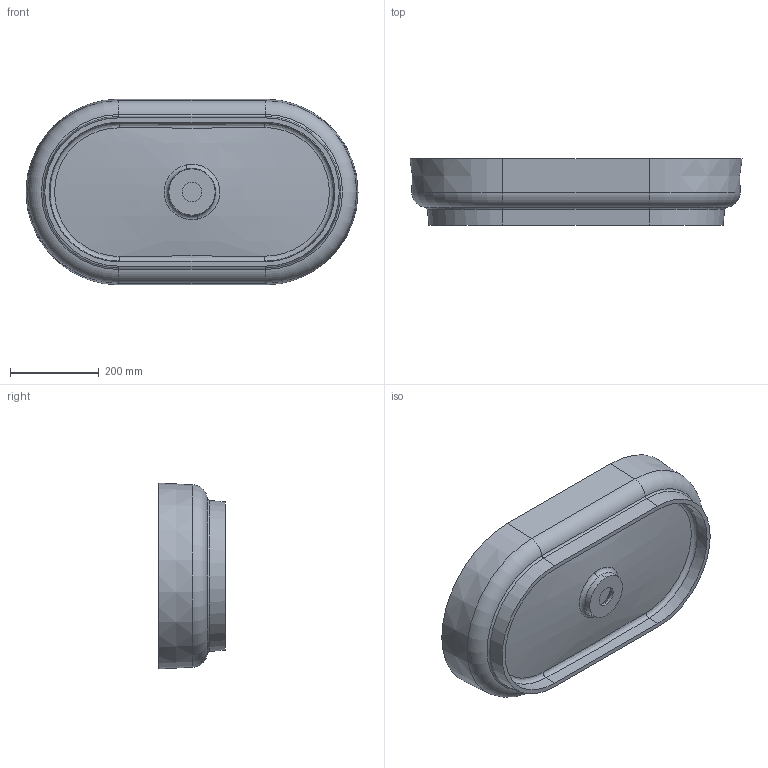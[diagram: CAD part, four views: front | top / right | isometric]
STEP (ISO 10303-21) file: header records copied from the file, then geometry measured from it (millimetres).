
FILE_DESCRIPTION (( 'STEP AP214' ), '1' );
FILE_NAME ('Marta 750.STEP', '2020-09-30T12:23:49', ( '' ), ( '' ), 'SwSTEP 2.0', 'SolidWorks 2018', '' );
FILE_SCHEMA (( 'AUTOMOTIVE_DESIGN' ));
Length unit declared in the file: millimetre
Products named in the file (1): Marta 750
Bounding box: 750 x 150 x 420 mm (x, y, z)
Volume: 5379015.7 mm3; surface area: 1027557.3 mm2
Topology: 2 solids, 2 shells, 113 faces, 258 edges, 146 vertices
Faces by surface type: bspline 37, torus 27, cone 20, plane 19, cylinder 10
Entity records: 10193 total; most frequent: CARTESIAN_POINT 7847, ORIENTED_EDGE 504, DIRECTION 461, EDGE_CURVE 252, AXIS2_PLACEMENT_3D 208, VERTEX_POINT 146, CIRCLE 131, EDGE_LOOP 118
